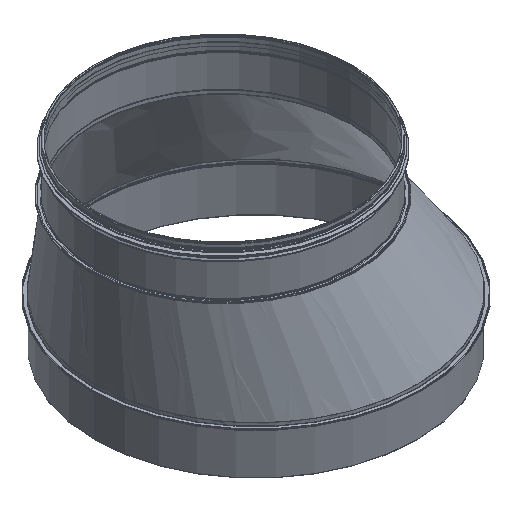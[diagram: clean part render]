
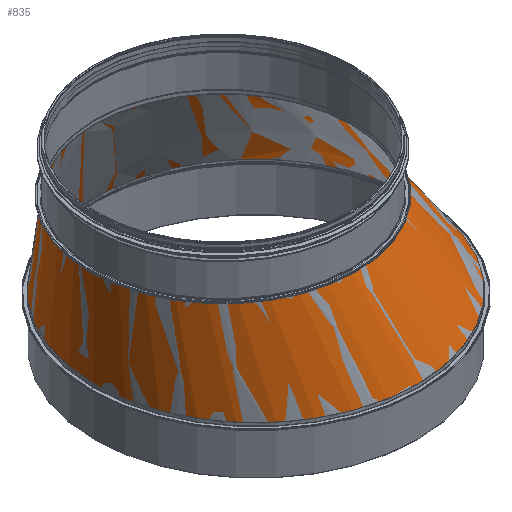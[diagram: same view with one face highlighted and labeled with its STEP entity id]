
A CAD part, isometric view. The second image highlights one B-rep face of the part: STEP entity #835.
In plain terms, the highlighted free-form (B-spline) face has degree [1, 2] with [2, 9] control points.
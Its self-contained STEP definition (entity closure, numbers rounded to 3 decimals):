
#112=CARTESIAN_POINT('',(-199.4,0.0,0.0));
#113=VERTEX_POINT('',#112);
#114=CARTESIAN_POINT('',(199.4,0.0,0.0));
#115=VERTEX_POINT('',#114);
#317=CARTESIAN_POINT('',(0.0,0.0,0.0));
#318=DIRECTION('',(0.0,0.0,-1.0));
#319=DIRECTION('',(1.0,0.0,0.0));
#320=AXIS2_PLACEMENT_3D('',#317,#318,#319);
#321=CIRCLE('',#320,199.4);
#322=EDGE_CURVE('',#113,#115,#321,.T.);
#324=CARTESIAN_POINT('',(0.0,0.0,0.0));
#325=DIRECTION('',(0.0,0.0,-1.0));
#326=DIRECTION('',(1.0,0.0,0.0));
#327=AXIS2_PLACEMENT_3D('',#324,#325,#326);
#328=CIRCLE('',#327,199.4);
#329=EDGE_CURVE('',#115,#113,#328,.T.);
#481=CARTESIAN_POINT('',(-199.4,0.0,-150.0));
#482=VERTEX_POINT('',#481);
#483=CARTESIAN_POINT('',(51.375,0.0,-150.0));
#484=DIRECTION('',(0.0,0.0,1.0));
#485=DIRECTION('',(1.0,0.0,0.0));
#486=AXIS2_PLACEMENT_3D('',#483,#484,#485);
#487=CIRCLE('',#486,250.775);
#488=EDGE_CURVE('',#482,#482,#487,.T.);
#802=CARTESIAN_POINT('',(-34.894,181.114,50.941));
#803=CARTESIAN_POINT('',(51.375,276.094,-227.655));
#804=CARTESIAN_POINT('',(-199.4,181.114,0.));
#805=CARTESIAN_POINT('',(-199.4,276.094,-305.309));
#806=CARTESIAN_POINT('',(-199.4,0.,0.));
#807=CARTESIAN_POINT('',(-199.4,0.,-305.309));
#808=CARTESIAN_POINT('',(-199.4,-181.114,0.));
#809=CARTESIAN_POINT('',(-199.4,-276.094,-305.309));
#810=CARTESIAN_POINT('',(-34.894,-181.114,50.941));
#811=CARTESIAN_POINT('',(51.375,-276.094,-227.655));
#812=CARTESIAN_POINT('',(129.611,-181.114,101.881));
#813=CARTESIAN_POINT('',(302.15,-276.094,-150.));
#814=CARTESIAN_POINT('',(129.611,0.,101.881));
#815=CARTESIAN_POINT('',(302.15,0.,-150.));
#816=CARTESIAN_POINT('',(129.611,181.114,101.881));
#817=CARTESIAN_POINT('',(302.15,276.094,-150.));
#818=CARTESIAN_POINT('',(-34.894,181.114,50.941));
#819=CARTESIAN_POINT('',(51.375,276.094,-227.655));
#827=(BOUNDED_SURFACE()B_SPLINE_SURFACE(1,2,((#802,#804,#806,#808,#810,#812,#814,#816,#818),(#803,#805,#807,#809,#811,#813,#815,#817,#819)),.UNSPECIFIED.,.F.,.T.,.U.)B_SPLINE_SURFACE_WITH_KNOTS((2,2),(3,2,2,2,3),(-0.908,0.31),(0.0,395.74,791.48,1187.22,1582.96),.UNSPECIFIED.)GEOMETRIC_REPRESENTATION_ITEM()RATIONAL_B_SPLINE_SURFACE(((1.0,0.707,1.0,0.707,1.0,0.707,1.0,0.707,1.0),(1.0,0.707,1.0,0.707,1.0,0.707,1.0,0.707,1.0)))REPRESENTATION_ITEM('')SURFACE());
#828=ORIENTED_EDGE('',*,*,#329,.T.);
#829=ORIENTED_EDGE('',*,*,#322,.T.);
#830=EDGE_LOOP('',(#828,#829));
#831=FACE_OUTER_BOUND('',#830,.T.);
#832=ORIENTED_EDGE('',*,*,#488,.T.);
#833=EDGE_LOOP('',(#832));
#834=FACE_BOUND('',#833,.T.);
#835=ADVANCED_FACE('',(#831,#834),#827,.T.);
